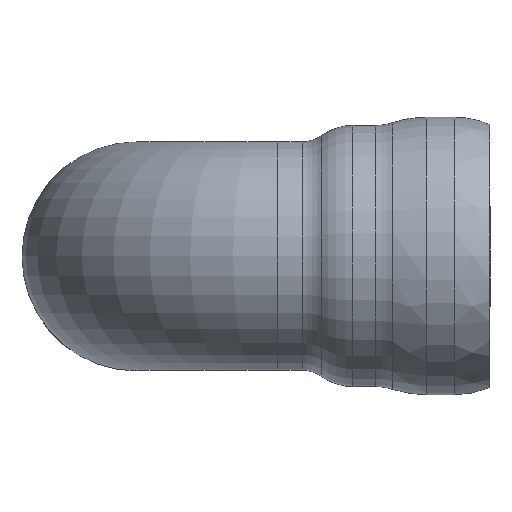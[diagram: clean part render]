
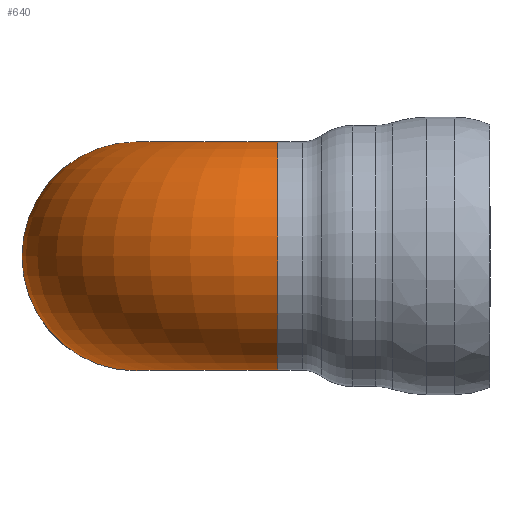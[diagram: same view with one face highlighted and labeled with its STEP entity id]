
A CAD part, top view. The second image highlights one B-rep face of the part: STEP entity #640.
In plain terms, the highlighted toroidal (fillet/blend) face has major radius 260 mm and minor radius 210 mm.
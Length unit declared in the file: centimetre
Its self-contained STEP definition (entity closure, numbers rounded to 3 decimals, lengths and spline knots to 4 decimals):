
#31=TOROIDAL_SURFACE('',#693,26.,21.);
#62=FACE_OUTER_BOUND('',#105,.T.);
#105=EDGE_LOOP('',(#444,#445,#446,#447));
#180=CIRCLE('',#686,21.);
#184=CIRCLE('',#694,21.);
#185=CIRCLE('',#695,5.);
#264=VERTEX_POINT('',#1071);
#267=VERTEX_POINT('',#1084);
#329=EDGE_CURVE('',#264,#264,#180,.T.);
#334=EDGE_CURVE('',#267,#267,#184,.T.);
#335=EDGE_CURVE('',#267,#264,#185,.T.);
#444=ORIENTED_EDGE('',*,*,#334,.T.);
#445=ORIENTED_EDGE('',*,*,#335,.T.);
#446=ORIENTED_EDGE('',*,*,#329,.T.);
#447=ORIENTED_EDGE('',*,*,#335,.F.);
#640=ADVANCED_FACE('',(#62),#31,.T.);
#686=AXIS2_PLACEMENT_3D('',#1073,#818,#819);
#693=AXIS2_PLACEMENT_3D('',#1083,#833,#834);
#694=AXIS2_PLACEMENT_3D('',#1085,#835,#836);
#695=AXIS2_PLACEMENT_3D('',#1086,#837,#838);
#818=DIRECTION('center_axis',(0.,0.,
1.));
#819=DIRECTION('ref_axis',(1.,0.,0.));
#833=DIRECTION('center_axis',(0.,1.,0.));
#834=DIRECTION('ref_axis',(-1.,0.,0.));
#835=DIRECTION('center_axis',(-1.,0.,0.));
#836=DIRECTION('ref_axis',(0.,-1.,0.));
#837=DIRECTION('center_axis',(0.,-1.,0.));
#838=DIRECTION('ref_axis',(-1.,0.,0.));
#1071=CARTESIAN_POINT('',(115.5506,161.5752,1.2485));
#1073=CARTESIAN_POINT('Origin',(94.5506,161.5752,1.2485));
#1083=CARTESIAN_POINT('Origin',(120.5506,161.5752,1.2485));
#1084=CARTESIAN_POINT('',(120.5506,161.5752,6.2485));
#1085=CARTESIAN_POINT('Origin',(120.5506,161.5752,27.2485));
#1086=CARTESIAN_POINT('Origin',(120.5506,161.5752,1.2485));
